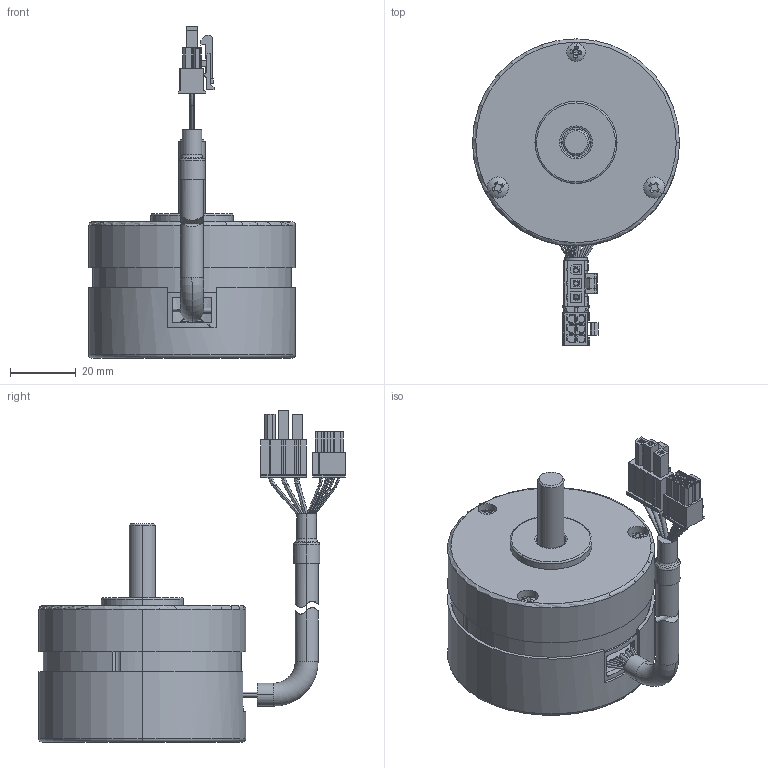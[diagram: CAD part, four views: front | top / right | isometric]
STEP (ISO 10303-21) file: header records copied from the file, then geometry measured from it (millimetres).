
FILE_DESCRIPTION((''),'2;1');
FILE_NAME('4611130001142_1_SW0001','2023-12-19T16:03:20',('TQ01065'),(''),'CREO PARAMETRIC BY PTC INC, 2018100','CREO PARAMETRIC BY PTC INC, 2018100','');
FILE_SCHEMA(('AUTOMOTIVE_DESIGN { 1 0 10303 214 1 1 1 1 }'));
Length unit declared in the file: millimetre
Products named in the file (1): 4611130001142_1_SW0001
Bounding box: 63 x 93.25 x 101 mm (x, y, z)
Surface area: 35814.5 mm2 (no closed solid volume)
Topology: 0 solids, 41 shells, 485 faces, 1766 edges, 1292 vertices
Faces by surface type: plane 227, cylinder 102, bspline 45, extrusion 36, torus 27, cone 18, sphere 18, revolution 12
Entity records: 25321 total; most frequent: CARTESIAN_POINT 10131, DIRECTION 2762, ORIENTED_EDGE 2713, EDGE_CURVE 1764, VERTEX_POINT 1292, VECTOR 988, LINE 952, AXIS2_PLACEMENT_3D 881
